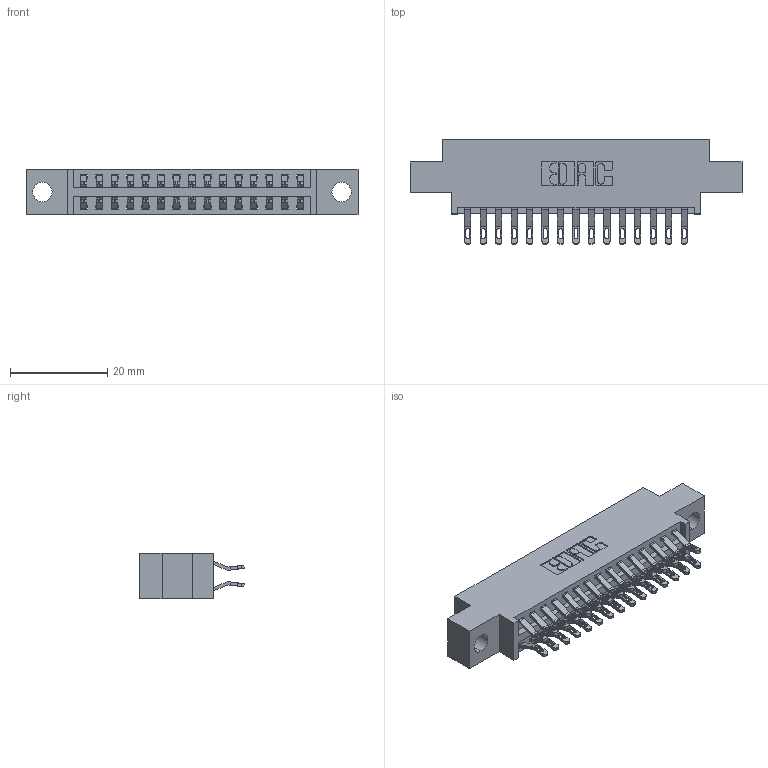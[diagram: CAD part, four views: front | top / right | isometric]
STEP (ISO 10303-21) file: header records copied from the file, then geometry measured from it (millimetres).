
FILE_DESCRIPTION (( 'STEP AP203' ), '1' );
FILE_NAME ('346-030-555-804.STEP', '2018-08-22T05:42:04', ( '' ), ( '' ), 'SwSTEP 2.0', 'SolidWorks 2016', '' );
FILE_SCHEMA (( 'CONFIG_CONTROL_DESIGN' ));
Length unit declared in the file: inch
Products named in the file (3): 346-030-555-804; 346 Part_0.170 Offset - 0.156 Dia-TH; 345-292-001_555 Tail
Assembly tree (31 placements, depth 2):
  346-030-555-804
    346 Part_0.170 Offset - 0.156 Dia-TH
    345-292-001_555 Tail  x30
Bounding box: 68.2 x 21.46 x 9.4 mm (x, y, z)
Volume: 6285.1 mm3; surface area: 8518.1 mm2
Topology: 31 solids, 31 shells, 1866 faces, 5831 edges, 3886 vertices
Faces by surface type: plane 1070, cylinder 796
Entity records: 13885 total; most frequent: CARTESIAN_POINT 2362, ORIENTED_EDGE 2266, DIRECTION 2101, EDGE_CURVE 1133, LINE 921, VECTOR 921, VERTEX_POINT 754, AXIS2_PLACEMENT_3D 590
